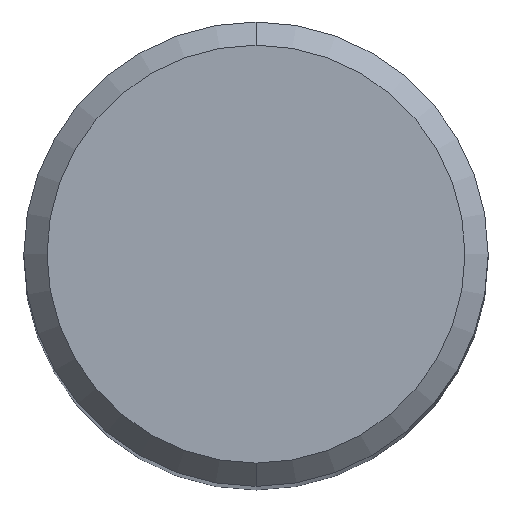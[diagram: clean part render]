
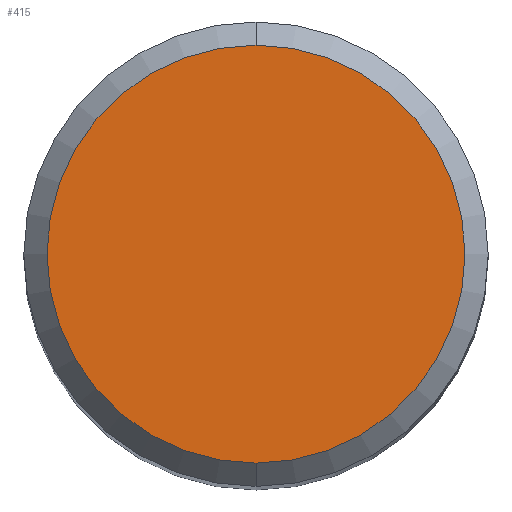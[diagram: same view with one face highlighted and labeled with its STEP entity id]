
A CAD part, top view. The second image highlights one B-rep face of the part: STEP entity #415.
In plain terms, the highlighted planar face has unit normal (0, 0, 1).
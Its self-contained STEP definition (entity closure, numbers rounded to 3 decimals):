
#185=VERTEX_POINT('',#492);
#263=EDGE_CURVE('',#185,#411,#573,.T.);
#379=EDGE_CURVE('',#411,#185,#704,.T.);
#411=VERTEX_POINT('',#740);
#415=ADVANCED_FACE('',(#744),#745,.T.);
#492=CARTESIAN_POINT('',(0.0,3.6,0.0));
#573=CIRCLE('',#992,3.6);
#704=CIRCLE('',#1283,3.6);
#740=CARTESIAN_POINT('',(0.,-3.6,0.0));
#744=FACE_OUTER_BOUND('',#1357,.T.);
#745=PLANE('',#1358);
#992=AXIS2_PLACEMENT_3D('',#1512,#1513,#1514);
#1283=AXIS2_PLACEMENT_3D('',#1678,#1679,#1680);
#1357=EDGE_LOOP('',(#1733,#1734));
#1358=AXIS2_PLACEMENT_3D('',#1735,#1736,#1737);
#1512=CARTESIAN_POINT('',(0.0,0.0,0.0));
#1513=DIRECTION('',(0.0,0.0,-1.0));
#1514=DIRECTION('',(0.0,1.0,0.0));
#1678=CARTESIAN_POINT('',(0.0,0.0,0.0));
#1679=DIRECTION('',(0.0,0.0,-1.0));
#1680=DIRECTION('',(0.0,1.0,0.0));
#1733=ORIENTED_EDGE('',*,*,#263,.F.);
#1734=ORIENTED_EDGE('',*,*,#379,.F.);
#1735=CARTESIAN_POINT('',(0.0,1.8,0.0));
#1736=DIRECTION('',(-0.0,0.0,1.0));
#1737=DIRECTION('',(0.0,-1.0,0.0));
